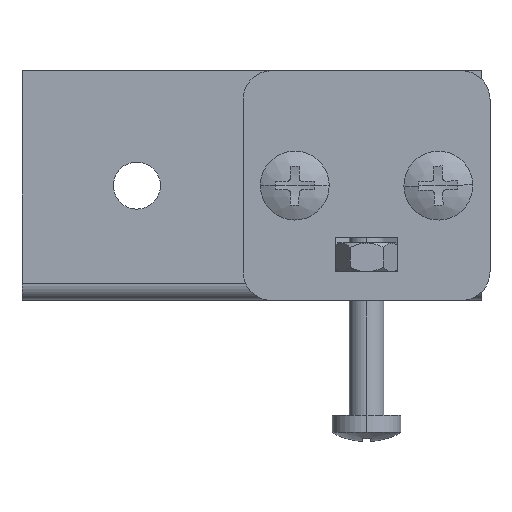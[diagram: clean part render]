
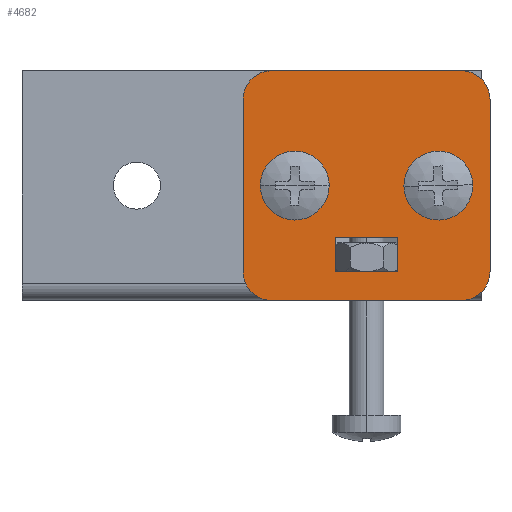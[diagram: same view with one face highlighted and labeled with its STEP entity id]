
A CAD part, left-side view. The second image highlights one B-rep face of the part: STEP entity #4682.
In plain terms, the highlighted face is planar.
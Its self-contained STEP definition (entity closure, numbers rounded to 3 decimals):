
#48 = LINE ( 'NONE', #53, #3763 ) ;
#53 = CARTESIAN_POINT ( 'NONE',  ( 16.1, 15., -29. ) ) ;
#91 = CARTESIAN_POINT ( 'NONE',  ( 34., 15., -17. ) ) ;
#101 = DIRECTION ( 'NONE',  ( 0., 0., 1. ) ) ;
#110 = CARTESIAN_POINT ( 'NONE',  ( 9., 15., -23. ) ) ;
#124 = FACE_BOUND ( 'NONE', #556, .T. ) ;
#154 = CARTESIAN_POINT ( 'NONE',  ( 5., 15., -5. ) ) ;
#175 = DIRECTION ( 'NONE',  ( 0., 1., 0. ) ) ;
#234 = VERTEX_POINT ( 'NONE', #2356 ) ;
#236 = ORIENTED_EDGE ( 'NONE', *, *, #2323, .T. ) ;
#293 = ORIENTED_EDGE ( 'NONE', *, *, #3161, .F. ) ;
#324 = VECTOR ( 'NONE', #2431, 1000. ) ;
#353 = CARTESIAN_POINT ( 'NONE',  ( 9., 15., -17. ) ) ;
#369 = EDGE_CURVE ( 'NONE', #234, #1988, #1120, .T. ) ;
#406 = CIRCLE ( 'NONE', #4032, 5. ) ;
#427 = AXIS2_PLACEMENT_3D ( 'NONE', #2226, #5094, #6095 ) ;
#469 = EDGE_CURVE ( 'NONE', #924, #935, #5723, .T. ) ;
#556 = EDGE_LOOP ( 'NONE', ( #5741, #3652, #5435, #4468 ) ) ;
#641 = CARTESIAN_POINT ( 'NONE',  ( 5., 15., -35. ) ) ;
#652 = FACE_BOUND ( 'NONE', #5738, .T. ) ;
#707 = CARTESIAN_POINT ( 'NONE',  ( 9., 15., -20. ) ) ;
#762 = EDGE_CURVE ( 'NONE', #2910, #3111, #48, .T. ) ;
#789 = CIRCLE ( 'NONE', #5062, 5. ) ;
#817 = PLANE ( 'NONE',  #1759 ) ;
#840 = CARTESIAN_POINT ( 'NONE',  ( 0., 15., 0. ) ) ;
#906 = EDGE_CURVE ( 'NONE', #2713, #4895, #1937, .T. ) ;
#924 = VERTEX_POINT ( 'NONE', #1153 ) ;
#925 = CARTESIAN_POINT ( 'NONE',  ( 5., 15., 0. ) ) ;
#935 = VERTEX_POINT ( 'NONE', #1175 ) ;
#952 = CIRCLE ( 'NONE', #427, 5. ) ;
#1019 = LINE ( 'NONE', #5876, #5998 ) ;
#1072 = CIRCLE ( 'NONE', #1712, 3. ) ;
#1115 = CARTESIAN_POINT ( 'NONE',  ( 0., 15., 0. ) ) ;
#1120 = LINE ( 'NONE', #2445, #2788 ) ;
#1140 = AXIS2_PLACEMENT_3D ( 'NONE', #641, #5015, #5474 ) ;
#1153 = CARTESIAN_POINT ( 'NONE',  ( 38., 15., -40. ) ) ;
#1175 = CARTESIAN_POINT ( 'NONE',  ( 5., 15., -40. ) ) ;
#1216 = DIRECTION ( 'NONE',  ( 0., 0., -1. ) ) ;
#1238 = DIRECTION ( 'NONE',  ( 0., 1., 0. ) ) ;
#1254 = AXIS2_PLACEMENT_3D ( 'NONE', #5457, #175, #2553 ) ;
#1266 = CARTESIAN_POINT ( 'NONE',  ( 16.1, 15., -35. ) ) ;
#1281 = CARTESIAN_POINT ( 'NONE',  ( 26.9, 15., -29. ) ) ;
#1441 = CARTESIAN_POINT ( 'NONE',  ( 43., 15., -35. ) ) ;
#1461 = DIRECTION ( 'NONE',  ( 0., 0., -1. ) ) ;
#1468 = CIRCLE ( 'NONE', #1140, 5. ) ;
#1478 = EDGE_CURVE ( 'NONE', #1716, #5048, #952, .T. ) ;
#1528 = VECTOR ( 'NONE', #1587, 1000. ) ;
#1557 = ORIENTED_EDGE ( 'NONE', *, *, #369, .T. ) ;
#1575 = VECTOR ( 'NONE', #3557, 1000. ) ;
#1576 = EDGE_CURVE ( 'NONE', #5661, #3111, #3072, .T. ) ;
#1587 = DIRECTION ( 'NONE',  ( 1., 0., 0. ) ) ;
#1712 = AXIS2_PLACEMENT_3D ( 'NONE', #707, #1238, #2174 ) ;
#1716 = VERTEX_POINT ( 'NONE', #2913 ) ;
#1759 = AXIS2_PLACEMENT_3D ( 'NONE', #840, #6155, #3697 ) ;
#1794 = DIRECTION ( 'NONE',  ( -1., 0., 0. ) ) ;
#1800 = EDGE_CURVE ( 'NONE', #3706, #2910, #1019, .T. ) ;
#1851 = DIRECTION ( 'NONE',  ( 0., 1., 0. ) ) ;
#1883 = DIRECTION ( 'NONE',  ( 0., 0., 1. ) ) ;
#1928 = FACE_BOUND ( 'NONE', #3546, .T. ) ;
#1937 = CIRCLE ( 'NONE', #1254, 3. ) ;
#1988 = VERTEX_POINT ( 'NONE', #2761 ) ;
#2005 = CARTESIAN_POINT ( 'NONE',  ( 16.1, 15., -29. ) ) ;
#2031 = DIRECTION ( 'NONE',  ( -1., 0., 0. ) ) ;
#2134 = VERTEX_POINT ( 'NONE', #925 ) ;
#2174 = DIRECTION ( 'NONE',  ( 0., 0., 1. ) ) ;
#2226 = CARTESIAN_POINT ( 'NONE',  ( 38., 15., -5. ) ) ;
#2240 = EDGE_CURVE ( 'NONE', #5048, #2738, #2824, .T. ) ;
#2323 = EDGE_CURVE ( 'NONE', #935, #234, #1468, .T. ) ;
#2356 = CARTESIAN_POINT ( 'NONE',  ( 0., 15., -35. ) ) ;
#2367 = CARTESIAN_POINT ( 'NONE',  ( 34., 15., -20. ) ) ;
#2431 = DIRECTION ( 'NONE',  ( 0., 0., -1. ) ) ;
#2445 = CARTESIAN_POINT ( 'NONE',  ( 0., 15., 0. ) ) ;
#2457 = CARTESIAN_POINT ( 'NONE',  ( 43., 15., 0. ) ) ;
#2509 = EDGE_CURVE ( 'NONE', #3706, #5661, #3663, .T. ) ;
#2553 = DIRECTION ( 'NONE',  ( 0., 0., 1. ) ) ;
#2713 = VERTEX_POINT ( 'NONE', #6229 ) ;
#2738 = VERTEX_POINT ( 'NONE', #1441 ) ;
#2761 = CARTESIAN_POINT ( 'NONE',  ( 0., 15., -5. ) ) ;
#2788 = VECTOR ( 'NONE', #101, 1000. ) ;
#2824 = LINE ( 'NONE', #2457, #324 ) ;
#2910 = VERTEX_POINT ( 'NONE', #2005 ) ;
#2913 = CARTESIAN_POINT ( 'NONE',  ( 38., 15., 0. ) ) ;
#2924 = FACE_OUTER_BOUND ( 'NONE', #3936, .T. ) ;
#2969 = CARTESIAN_POINT ( 'NONE',  ( 38., 15., -35. ) ) ;
#3072 = LINE ( 'NONE', #4674, #5173 ) ;
#3111 = VERTEX_POINT ( 'NONE', #1266 ) ;
#3161 = EDGE_CURVE ( 'NONE', #5657, #4161, #3203, .T. ) ;
#3177 = CARTESIAN_POINT ( 'NONE',  ( 26.9, 15., -35. ) ) ;
#3203 = CIRCLE ( 'NONE', #5052, 3. ) ;
#3220 = DIRECTION ( 'NONE',  ( 0., 0., 1. ) ) ;
#3224 = ORIENTED_EDGE ( 'NONE', *, *, #1478, .T. ) ;
#3455 = ORIENTED_EDGE ( 'NONE', *, *, #2240, .T. ) ;
#3492 = EDGE_CURVE ( 'NONE', #2134, #1716, #4108, .T. ) ;
#3509 = ORIENTED_EDGE ( 'NONE', *, *, #5915, .T. ) ;
#3546 = EDGE_LOOP ( 'NONE', ( #4759, #5527 ) ) ;
#3549 = DIRECTION ( 'NONE',  ( 0., 1., 0. ) ) ;
#3557 = DIRECTION ( 'NONE',  ( -1., 0., 0. ) ) ;
#3604 = CARTESIAN_POINT ( 'NONE',  ( 26.9, 15., -29. ) ) ;
#3616 = EDGE_CURVE ( 'NONE', #4161, #5657, #1072, .T. ) ;
#3652 = ORIENTED_EDGE ( 'NONE', *, *, #1800, .T. ) ;
#3663 = LINE ( 'NONE', #3604, #5612 ) ;
#3697 = DIRECTION ( 'NONE',  ( 0., 0., -1. ) ) ;
#3706 = VERTEX_POINT ( 'NONE', #1281 ) ;
#3763 = VECTOR ( 'NONE', #3950, 1000. ) ;
#3895 = DIRECTION ( 'NONE',  ( 0., 1., 0. ) ) ;
#3936 = EDGE_LOOP ( 'NONE', ( #3455, #3509, #6201, #236, #1557, #4452, #6138, #3224 ) ) ;
#3950 = DIRECTION ( 'NONE',  ( 0., 0., -1. ) ) ;
#4032 = AXIS2_PLACEMENT_3D ( 'NONE', #154, #3549, #1216 ) ;
#4081 = CARTESIAN_POINT ( 'NONE',  ( 0., 15., -40. ) ) ;
#4108 = LINE ( 'NONE', #1115, #1528 ) ;
#4161 = VERTEX_POINT ( 'NONE', #110 ) ;
#4452 = ORIENTED_EDGE ( 'NONE', *, *, #5097, .T. ) ;
#4468 = ORIENTED_EDGE ( 'NONE', *, *, #1576, .F. ) ;
#4575 = CIRCLE ( 'NONE', #5644, 3. ) ;
#4584 = DIRECTION ( 'NONE',  ( 0., 0., -1. ) ) ;
#4674 = CARTESIAN_POINT ( 'NONE',  ( 26.9, 15., -35. ) ) ;
#4682 = ADVANCED_FACE ( 'NONE', ( #124, #1928, #652, #2924 ), #817, .F. ) ;
#4759 = ORIENTED_EDGE ( 'NONE', *, *, #906, .F. ) ;
#4895 = VERTEX_POINT ( 'NONE', #91 ) ;
#5015 = DIRECTION ( 'NONE',  ( 0., 1., 0. ) ) ;
#5048 = VERTEX_POINT ( 'NONE', #5133 ) ;
#5052 = AXIS2_PLACEMENT_3D ( 'NONE', #6098, #5566, #3220 ) ;
#5062 = AXIS2_PLACEMENT_3D ( 'NONE', #2969, #3895, #1461 ) ;
#5094 = DIRECTION ( 'NONE',  ( 0., 1., 0. ) ) ;
#5097 = EDGE_CURVE ( 'NONE', #1988, #2134, #406, .T. ) ;
#5133 = CARTESIAN_POINT ( 'NONE',  ( 43., 15., -5. ) ) ;
#5173 = VECTOR ( 'NONE', #1794, 1000. ) ;
#5212 = EDGE_CURVE ( 'NONE', #4895, #2713, #4575, .T. ) ;
#5435 = ORIENTED_EDGE ( 'NONE', *, *, #762, .T. ) ;
#5457 = CARTESIAN_POINT ( 'NONE',  ( 34., 15., -20. ) ) ;
#5474 = DIRECTION ( 'NONE',  ( 0., 0., -1. ) ) ;
#5527 = ORIENTED_EDGE ( 'NONE', *, *, #5212, .F. ) ;
#5566 = DIRECTION ( 'NONE',  ( 0., 1., 0. ) ) ;
#5612 = VECTOR ( 'NONE', #4584, 1000. ) ;
#5644 = AXIS2_PLACEMENT_3D ( 'NONE', #2367, #1851, #1883 ) ;
#5657 = VERTEX_POINT ( 'NONE', #353 ) ;
#5661 = VERTEX_POINT ( 'NONE', #3177 ) ;
#5698 = ORIENTED_EDGE ( 'NONE', *, *, #3616, .F. ) ;
#5723 = LINE ( 'NONE', #4081, #1575 ) ;
#5738 = EDGE_LOOP ( 'NONE', ( #5698, #293 ) ) ;
#5741 = ORIENTED_EDGE ( 'NONE', *, *, #2509, .F. ) ;
#5876 = CARTESIAN_POINT ( 'NONE',  ( 26.9, 15., -29. ) ) ;
#5915 = EDGE_CURVE ( 'NONE', #2738, #924, #789, .T. ) ;
#5998 = VECTOR ( 'NONE', #2031, 1000. ) ;
#6095 = DIRECTION ( 'NONE',  ( 0., 0., -1. ) ) ;
#6098 = CARTESIAN_POINT ( 'NONE',  ( 9., 15., -20. ) ) ;
#6138 = ORIENTED_EDGE ( 'NONE', *, *, #3492, .T. ) ;
#6155 = DIRECTION ( 'NONE',  ( 0., -1., 0. ) ) ;
#6201 = ORIENTED_EDGE ( 'NONE', *, *, #469, .T. ) ;
#6229 = CARTESIAN_POINT ( 'NONE',  ( 34., 15., -23. ) ) ;
